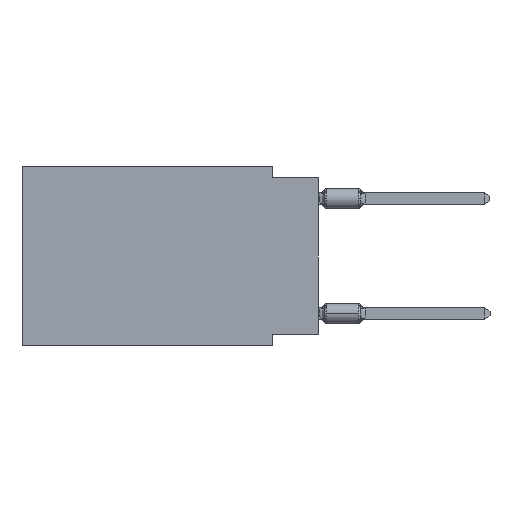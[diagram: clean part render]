
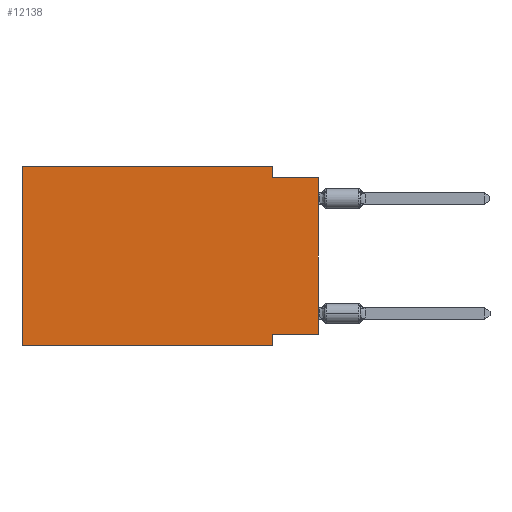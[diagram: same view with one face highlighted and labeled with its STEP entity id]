
A CAD part, left-side view. The second image highlights one B-rep face of the part: STEP entity #12138.
In plain terms, the highlighted planar face has unit normal (-1, 0, 0).
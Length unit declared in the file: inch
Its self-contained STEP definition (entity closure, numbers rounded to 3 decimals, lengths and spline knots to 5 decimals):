
#306 = CARTESIAN_POINT ( 'NONE',  ( 0., 0., -0.025 ) ) ;
#463 = LINE ( 'NONE', #9253, #1421 ) ;
#554 = EDGE_CURVE ( 'NONE', #13154, #12385, #13620, .T. ) ;
#1027 = VERTEX_POINT ( 'NONE', #6146 ) ;
#1322 = DIRECTION ( 'NONE',  ( 0., 0., 1. ) ) ;
#1421 = VECTOR ( 'NONE', #1322, 39.37008 ) ;
#1611 = LINE ( 'NONE', #4960, #4675 ) ;
#1630 = CARTESIAN_POINT ( 'NONE',  ( 0., 0., -0.365 ) ) ;
#1925 = LINE ( 'NONE', #7682, #3565 ) ;
#2245 = CARTESIAN_POINT ( 'NONE',  ( 0., 0.1, -0.025 ) ) ;
#3229 = DIRECTION ( 'NONE',  ( 1., 0., 0. ) ) ;
#3565 = VECTOR ( 'NONE', #6583, 39.37008 ) ;
#3569 = ORIENTED_EDGE ( 'NONE', *, *, #7121, .F. ) ;
#3704 = LINE ( 'NONE', #3922, #12966 ) ;
#3922 = CARTESIAN_POINT ( 'NONE',  ( 0., 0.1, 0. ) ) ;
#4058 = EDGE_CURVE ( 'NONE', #5744, #1027, #6659, .T. ) ;
#4242 = ORIENTED_EDGE ( 'NONE', *, *, #554, .T. ) ;
#4319 = CARTESIAN_POINT ( 'NONE',  ( 0., 0., -0.025 ) ) ;
#4642 = ORIENTED_EDGE ( 'NONE', *, *, #11209, .F. ) ;
#4675 = VECTOR ( 'NONE', #9680, 39.37008 ) ;
#4960 = CARTESIAN_POINT ( 'NONE',  ( 0., 0.645, 0. ) ) ;
#5281 = CARTESIAN_POINT ( 'NONE',  ( 0., 0.1, -0.39 ) ) ;
#5366 = CARTESIAN_POINT ( 'NONE',  ( 0., 0.645, 0. ) ) ;
#5744 = VERTEX_POINT ( 'NONE', #1630 ) ;
#5882 = CARTESIAN_POINT ( 'NONE',  ( 0., 0.645, 0. ) ) ;
#6146 = CARTESIAN_POINT ( 'NONE',  ( 0., 0.1, -0.365 ) ) ;
#6211 = VECTOR ( 'NONE', #8614, 39.37008 ) ;
#6568 = EDGE_CURVE ( 'NONE', #9923, #8466, #3704, .T. ) ;
#6583 = DIRECTION ( 'NONE',  ( 0., -1., 0. ) ) ;
#6599 = PLANE ( 'NONE',  #11892 ) ;
#6659 = LINE ( 'NONE', #6802, #14061 ) ;
#6687 = DIRECTION ( 'NONE',  ( 0., -1., 0. ) ) ;
#6787 = ORIENTED_EDGE ( 'NONE', *, *, #4058, .F. ) ;
#6790 = CARTESIAN_POINT ( 'NONE',  ( 0., 0.1, 0. ) ) ;
#6802 = CARTESIAN_POINT ( 'NONE',  ( 0., 0., -0.365 ) ) ;
#6876 = DIRECTION ( 'NONE',  ( 0., 1., 0. ) ) ;
#6939 = VERTEX_POINT ( 'NONE', #5882 ) ;
#6993 = DIRECTION ( 'NONE',  ( 0., 0., -1. ) ) ;
#7121 = EDGE_CURVE ( 'NONE', #1027, #12385, #7820, .T. ) ;
#7682 = CARTESIAN_POINT ( 'NONE',  ( 0., 0.645, 0. ) ) ;
#7820 = LINE ( 'NONE', #5281, #6211 ) ;
#8032 = ORIENTED_EDGE ( 'NONE', *, *, #10325, .F. ) ;
#8466 = VERTEX_POINT ( 'NONE', #2245 ) ;
#8614 = DIRECTION ( 'NONE',  ( 0., 0., -1. ) ) ;
#8869 = ORIENTED_EDGE ( 'NONE', *, *, #6568, .F. ) ;
#9011 = LINE ( 'NONE', #306, #11170 ) ;
#9117 = ORIENTED_EDGE ( 'NONE', *, *, #11017, .T. ) ;
#9253 = CARTESIAN_POINT ( 'NONE',  ( 0., 0., 0. ) ) ;
#9394 = ORIENTED_EDGE ( 'NONE', *, *, #13600, .F. ) ;
#9680 = DIRECTION ( 'NONE',  ( 0., 0., 1. ) ) ;
#9780 = VERTEX_POINT ( 'NONE', #4319 ) ;
#9923 = VERTEX_POINT ( 'NONE', #6790 ) ;
#10325 = EDGE_CURVE ( 'NONE', #8466, #9780, #9011, .T. ) ;
#10828 = CARTESIAN_POINT ( 'NONE',  ( 0., 0.645, -0.39 ) ) ;
#11017 = EDGE_CURVE ( 'NONE', #5744, #9780, #463, .T. ) ;
#11170 = VECTOR ( 'NONE', #11356, 39.37008 ) ;
#11193 = CARTESIAN_POINT ( 'NONE',  ( 0., 0.645, -0.39 ) ) ;
#11209 = EDGE_CURVE ( 'NONE', #13154, #6939, #1611, .T. ) ;
#11356 = DIRECTION ( 'NONE',  ( 0., -1., 0. ) ) ;
#11892 = AXIS2_PLACEMENT_3D ( 'NONE', #5366, #3229, #14240 ) ;
#12138 = ADVANCED_FACE ( 'NONE', ( #14096 ), #6599, .F. ) ;
#12385 = VERTEX_POINT ( 'NONE', #13989 ) ;
#12966 = VECTOR ( 'NONE', #6993, 39.37008 ) ;
#13154 = VERTEX_POINT ( 'NONE', #10828 ) ;
#13600 = EDGE_CURVE ( 'NONE', #6939, #9923, #1925, .T. ) ;
#13620 = LINE ( 'NONE', #11193, #13990 ) ;
#13964 = EDGE_LOOP ( 'NONE', ( #9117, #8032, #8869, #9394, #4642, #4242, #3569, #6787 ) ) ;
#13989 = CARTESIAN_POINT ( 'NONE',  ( 0., 0.1, -0.39 ) ) ;
#13990 = VECTOR ( 'NONE', #6687, 39.37008 ) ;
#14061 = VECTOR ( 'NONE', #6876, 39.37008 ) ;
#14096 = FACE_OUTER_BOUND ( 'NONE', #13964, .T. ) ;
#14240 = DIRECTION ( 'NONE',  ( 0., 0., -1. ) ) ;
